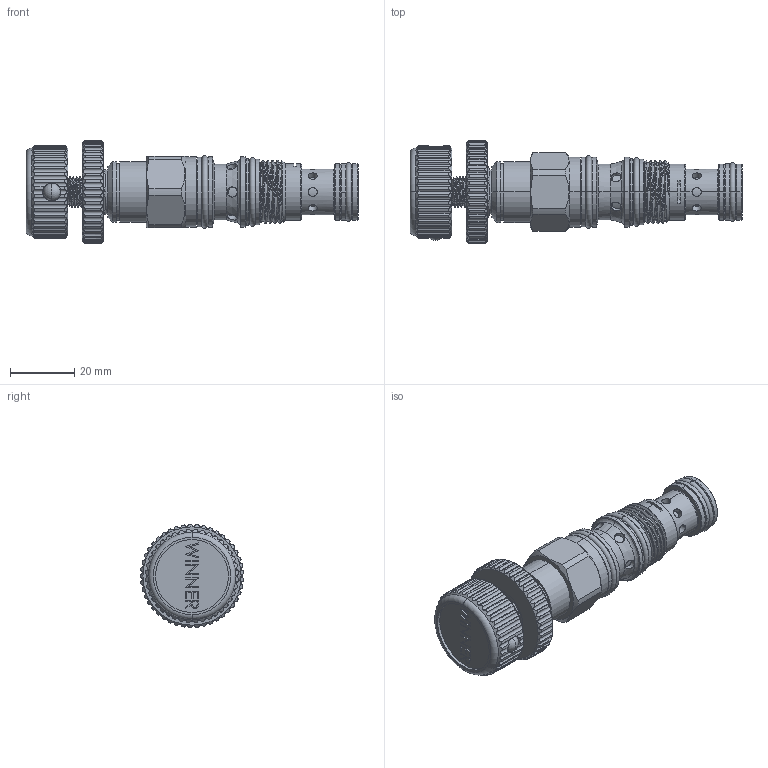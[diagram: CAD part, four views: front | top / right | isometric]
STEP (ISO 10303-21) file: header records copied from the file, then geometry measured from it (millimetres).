
FILE_DESCRIPTION (( 'STEP AP203' ), '1' );
FILE_NAME ('DP11A3M-K.STEP', '2024-05-28T05:23:53', ( '' ), ( '' ), 'SwSTEP 2.0', 'SolidWorks 2018', '' );
FILE_SCHEMA (( 'CONFIG_CONTROL_DESIGN' ));
Length unit declared in the file: millimetre
Products named in the file (1): DP11A3M-K
Bounding box: 103.42 x 32.18 x 32.2 mm (x, y, z)
Volume: 35579.4 mm3; surface area: 11963.4 mm2
Topology: 1 solids, 1 shells, 634 faces, 1667 edges, 1074 vertices
Faces by surface type: cylinder 382, plane 146, cone 58, bspline 26, torus 20, sphere 2
Entity records: 35449 total; most frequent: CARTESIAN_POINT 20589, ORIENTED_EDGE 3310, DIRECTION 2792, EDGE_CURVE 1655, VERTEX_POINT 1074, AXIS2_PLACEMENT_3D 1063, EDGE_LOOP 685, VECTOR 666
